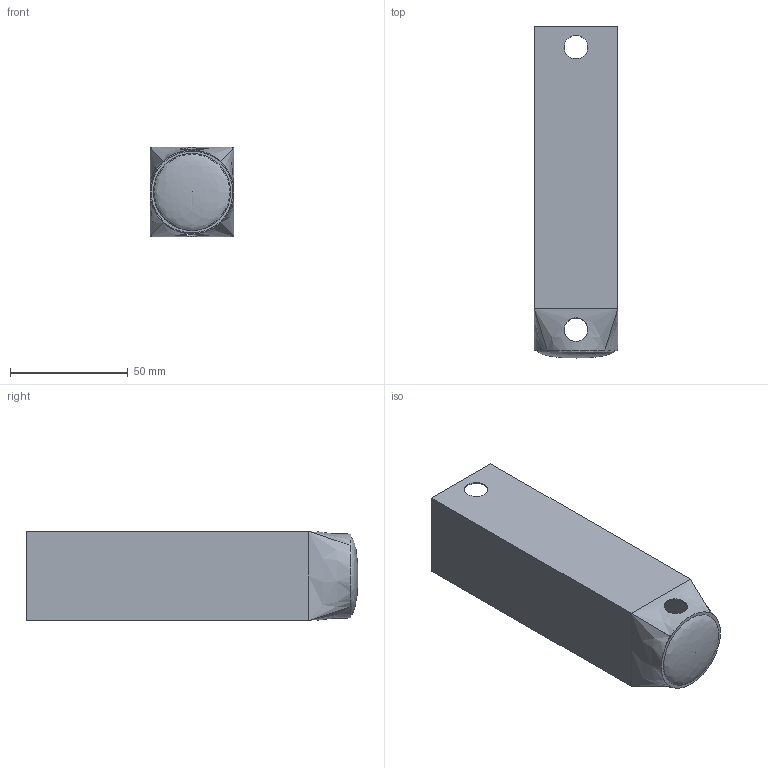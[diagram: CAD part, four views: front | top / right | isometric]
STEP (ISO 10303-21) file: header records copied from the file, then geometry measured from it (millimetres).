
FILE_DESCRIPTION(/* description */ (''),/* implementation_level */ '2;1');
FILE_NAME(/* name */ 'ElectronicsCage v19.step',/* time_stamp */ '2023-09-28T22:45:59-04:00',/* author */ (''),/* organization */ (''),/* preprocessor_version */ 'ST-DEVELOPER v20',/* originating_system */ 'Autodesk Translation Framework v12.14.0.127',/* authorisation */ '');
FILE_SCHEMA (('AUTOMOTIVE_DESIGN { 1 0 10303 214 3 1 1 }'));
Length unit declared in the file: millimetre
Products named in the file (1): ElectronicsCage
Bounding box: 35.6 x 141 x 38 mm (x, y, z)
Volume: 10219.7 mm3; surface area: 41004.1 mm2
Topology: 1 solids, 1 shells, 25 faces, 80 edges, 56 vertices
Faces by surface type: bspline 10, plane 9, cylinder 4, cone 2
Full cylindrical faces by diameter (mm): 10 x4
Entity records: 2051 total; most frequent: CARTESIAN_POINT 1400, ORIENTED_EDGE 156, DIRECTION 82, EDGE_CURVE 78, VERTEX_POINT 56, LINE 36, VECTOR 36, B_SPLINE_CURVE_WITH_KNOTS 35
